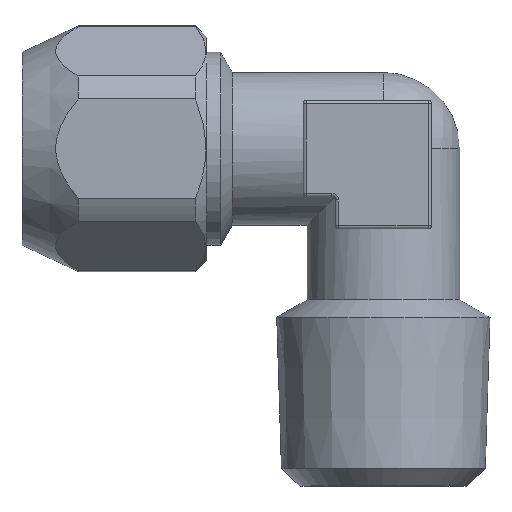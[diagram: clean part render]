
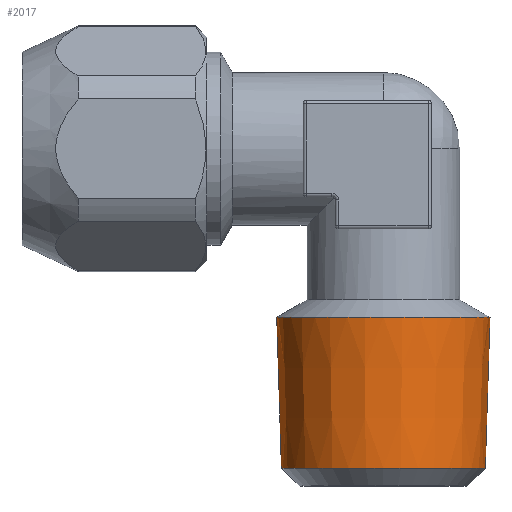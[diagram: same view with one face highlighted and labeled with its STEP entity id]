
A CAD part, top view. The second image highlights one B-rep face of the part: STEP entity #2017.
In plain terms, the highlighted conical face has half-angle 1.78 degrees and reference radius 6.494 mm.
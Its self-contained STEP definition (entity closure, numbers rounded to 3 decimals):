
#376=DIRECTION('',(-0.031,-1.,0.));
#377=VECTOR('',#376,9.401);
#378=CARTESIAN_POINT('',(6.64,-10.503,0.));
#379=LINE('',#378,#377);
#380=DIRECTION('',(0.031,-1.,0.));
#381=VECTOR('',#380,9.401);
#382=CARTESIAN_POINT('',(-6.64,-10.503,0.));
#383=LINE('',#382,#381);
#384=CARTESIAN_POINT('',(0.,-10.503,0.));
#385=DIRECTION('',(0.,-1.,0.));
#386=DIRECTION('',(1.,0.,0.));
#387=AXIS2_PLACEMENT_3D('',#384,#385,#386);
#402=CARTESIAN_POINT('',(0.,-19.9,0.));
#403=DIRECTION('',(0.,-1.,0.));
#404=DIRECTION('',(1.,0.,0.));
#405=AXIS2_PLACEMENT_3D('',#402,#403,#404);
#1495=CARTESIAN_POINT('',(6.348,-19.9,0.));
#1497=VERTEX_POINT('',#1495);
#1499=CARTESIAN_POINT('',(-6.348,-19.9,0.));
#1501=VERTEX_POINT('',#1499);
#1503=CARTESIAN_POINT('',(6.64,-10.503,0.));
#1504=CARTESIAN_POINT('',(-6.64,-10.503,0.));
#1505=VERTEX_POINT('',#1503);
#1506=VERTEX_POINT('',#1504);
#2004=CARTESIAN_POINT('',(0.,-15.202,0.));
#2005=DIRECTION('',(0.,1.,0.));
#2006=DIRECTION('',(1.,0.,0.));
#2007=AXIS2_PLACEMENT_3D('',#2004,#2005,#2006);
#2008=CONICAL_SURFACE('',#2007,6.494,1.78);
#2010=ORIENTED_EDGE('',*,*,#2009,.F.);
#2011=ORIENTED_EDGE('',*,*,#1999,.T.);
#2013=ORIENTED_EDGE('',*,*,#2012,.T.);
#2014=ORIENTED_EDGE('',*,*,#1995,.F.);
#2015=EDGE_LOOP('',(#2010,#2011,#2013,#2014));
#2016=FACE_OUTER_BOUND('',#2015,.F.);
#2017=ADVANCED_FACE('',(#2016),#2008,.T.);
#388=CIRCLE('',#387,6.64);
#406=CIRCLE('',#405,6.348);
#1995=EDGE_CURVE('',#1506,#1501,#383,.T.);
#1999=EDGE_CURVE('',#1505,#1497,#379,.T.);
#2009=EDGE_CURVE('',#1505,#1506,#388,.T.);
#2012=EDGE_CURVE('',#1497,#1501,#406,.T.);
